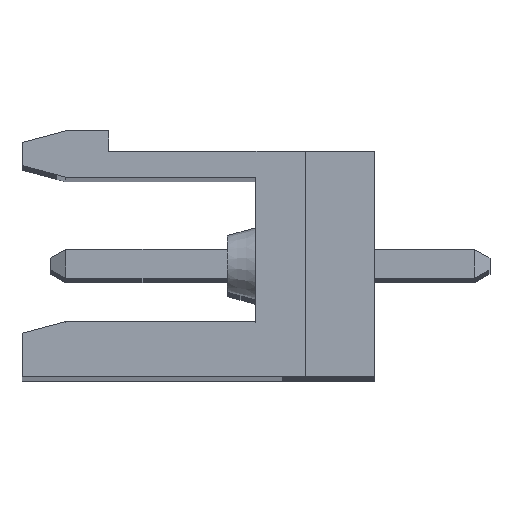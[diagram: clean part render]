
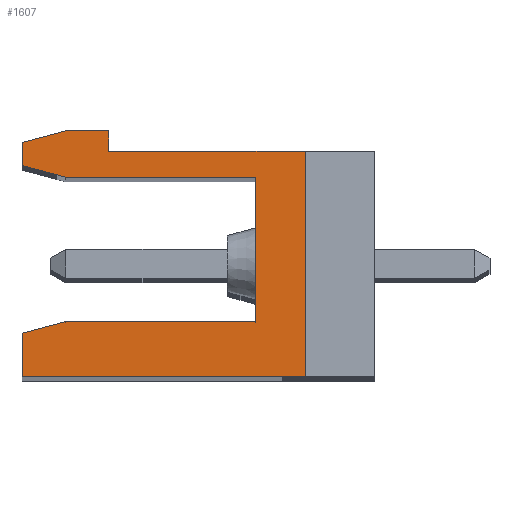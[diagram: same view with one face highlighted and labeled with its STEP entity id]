
A CAD part, top view. The second image highlights one B-rep face of the part: STEP entity #1607.
In plain terms, the highlighted planar face has unit normal (0, 0, 1).
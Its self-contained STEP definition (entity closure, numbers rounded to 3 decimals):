
#1607 = ADVANCED_FACE( '', ( #3512 ), #3513, .F. );
#3512 = FACE_OUTER_BOUND( '', #5688, .T. );
#3513 = PLANE( '', #5689 );
#5688 = EDGE_LOOP( '', ( #10404, #10405, #10406, #10407, #10408, #10409, #10410, #10411, #10412, #10413, #10414, #10415, #10416 ) );
#5689 = AXIS2_PLACEMENT_3D( '', #10417, #10418, #10419 );
#10404 = ORIENTED_EDGE( '', *, *, #13248, .T. );
#10405 = ORIENTED_EDGE( '', *, *, #12952, .T. );
#10406 = ORIENTED_EDGE( '', *, *, #13017, .F. );
#10407 = ORIENTED_EDGE( '', *, *, #12993, .T. );
#10408 = ORIENTED_EDGE( '', *, *, #14670, .F. );
#10409 = ORIENTED_EDGE( '', *, *, #14448, .F. );
#10410 = ORIENTED_EDGE( '', *, *, #14671, .F. );
#10411 = ORIENTED_EDGE( '', *, *, #14672, .F. );
#10412 = ORIENTED_EDGE( '', *, *, #13603, .F. );
#10413 = ORIENTED_EDGE( '', *, *, #14595, .F. );
#10414 = ORIENTED_EDGE( '', *, *, #13128, .F. );
#10415 = ORIENTED_EDGE( '', *, *, #13497, .F. );
#10416 = ORIENTED_EDGE( '', *, *, #14673, .T. );
#10417 = CARTESIAN_POINT( '', ( 315.802, 114.781, -24.28 ) );
#10418 = DIRECTION( '', ( 0., 0., -1. ) );
#10419 = DIRECTION( '', ( 0., -1., 0. ) );
#12952 = EDGE_CURVE( '', #15551, #15549, #15552, .T. );
#12993 = EDGE_CURVE( '', #15629, #15630, #15631, .T. );
#13017 = EDGE_CURVE( '', #15629, #15549, #15669, .T. );
#13128 = EDGE_CURVE( '', #15875, #15732, #15877, .T. );
#13248 = EDGE_CURVE( '', #16077, #15551, #16080, .T. );
#13497 = EDGE_CURVE( '', #16480, #15875, #16482, .T. );
#13603 = EDGE_CURVE( '', #16640, #16635, #16642, .T. );
#14448 = EDGE_CURVE( '', #17884, #17781, #17886, .T. );
#14595 = EDGE_CURVE( '', #15732, #16640, #18067, .T. );
#14670 = EDGE_CURVE( '', #17781, #15630, #18156, .T. );
#14671 = EDGE_CURVE( '', #18157, #17884, #18158, .T. );
#14672 = EDGE_CURVE( '', #16635, #18157, #18159, .T. );
#14673 = EDGE_CURVE( '', #16480, #16077, #18160, .T. );
#15549 = VERTEX_POINT( '', #19248 );
#15551 = VERTEX_POINT( '', #19251 );
#15552 = LINE( '', #19252, #19253 );
#15629 = VERTEX_POINT( '', #19346 );
#15630 = VERTEX_POINT( '', #19347 );
#15631 = LINE( '', #19348, #19349 );
#15669 = LINE( '', #19407, #19408 );
#15732 = VERTEX_POINT( '', #19500 );
#15875 = VERTEX_POINT( '', #19715 );
#15877 = LINE( '', #19718, #19719 );
#16077 = VERTEX_POINT( '', #20015 );
#16080 = LINE( '', #20020, #20021 );
#16480 = VERTEX_POINT( '', #20615 );
#16482 = LINE( '', #20618, #20619 );
#16635 = VERTEX_POINT( '', #20854 );
#16640 = VERTEX_POINT( '', #20861 );
#16642 = LINE( '', #20864, #20865 );
#17781 = VERTEX_POINT( '', #22576 );
#17884 = VERTEX_POINT( '', #22750 );
#17886 = LINE( '', #22753, #22754 );
#18067 = LINE( '', #23028, #23029 );
#18156 = LINE( '', #23162, #23163 );
#18157 = VERTEX_POINT( '', #23164 );
#18158 = LINE( '', #23165, #23166 );
#18159 = LINE( '', #23167, #23168 );
#18160 = LINE( '', #23169, #23170 );
#19248 = CARTESIAN_POINT( '', ( 321.102, 108.081, -24.28 ) );
#19251 = CARTESIAN_POINT( '', ( 321.102, 113.081, -24.28 ) );
#19252 = CARTESIAN_POINT( '', ( 321.102, 114.781, -24.28 ) );
#19253 = VECTOR( '', #24162, 1000. );
#19346 = CARTESIAN_POINT( '', ( 314.502, 108.081, -24.28 ) );
#19347 = CARTESIAN_POINT( '', ( 313.002, 107.679, -24.28 ) );
#19348 = CARTESIAN_POINT( '', ( 313.002, 107.679, -24.28 ) );
#19349 = VECTOR( '', #24251, 1000. );
#19407 = CARTESIAN_POINT( '', ( 315.802, 108.081, -24.28 ) );
#19408 = VECTOR( '', #24269, 1000. );
#19500 = CARTESIAN_POINT( '', ( 314.495, 114.681, -24.28 ) );
#19715 = CARTESIAN_POINT( '', ( 313.002, 114.281, -24.28 ) );
#19718 = CARTESIAN_POINT( '', ( 314.495, 114.681, -24.28 ) );
#19719 = VECTOR( '', #24372, 1000. );
#20015 = CARTESIAN_POINT( '', ( 314.495, 113.081, -24.28 ) );
#20020 = CARTESIAN_POINT( '', ( 315.802, 113.081, -24.28 ) );
#20021 = VECTOR( '', #24471, 1000. );
#20615 = CARTESIAN_POINT( '', ( 313.002, 113.481, -24.28 ) );
#20618 = CARTESIAN_POINT( '', ( 313.002, 114.381, -24.28 ) );
#20619 = VECTOR( '', #24673, 1000. );
#20854 = CARTESIAN_POINT( '', ( 316.002, 113.981, -24.28 ) );
#20861 = CARTESIAN_POINT( '', ( 316.002, 114.681, -24.28 ) );
#20864 = CARTESIAN_POINT( '', ( 316.002, 114.281, -24.28 ) );
#20865 = VECTOR( '', #24756, 1000. );
#22576 = CARTESIAN_POINT( '', ( 313.002, 106.181, -24.28 ) );
#22750 = CARTESIAN_POINT( '', ( 322.802, 106.181, -24.28 ) );
#22753 = CARTESIAN_POINT( '', ( 312.802, 106.181, -24.28 ) );
#22754 = VECTOR( '', #25428, 1000. );
#23028 = CARTESIAN_POINT( '', ( 316.002, 114.681, -24.28 ) );
#23029 = VECTOR( '', #25528, 1000. );
#23162 = CARTESIAN_POINT( '', ( 313.002, 114.381, -24.28 ) );
#23163 = VECTOR( '', #25573, 1000. );
#23164 = CARTESIAN_POINT( '', ( 322.802, 113.981, -24.28 ) );
#23165 = CARTESIAN_POINT( '', ( 322.802, 106.181, -24.28 ) );
#23166 = VECTOR( '', #25574, 1000. );
#23167 = CARTESIAN_POINT( '', ( 322.602, 113.981, -24.28 ) );
#23168 = VECTOR( '', #25575, 1000. );
#23169 = CARTESIAN_POINT( '', ( 315.289, 112.868, -24.28 ) );
#23170 = VECTOR( '', #25576, 1000. );
#24162 = DIRECTION( '', ( 0., -1., 0. ) );
#24251 = DIRECTION( '', ( -0.966, -0.259, 0. ) );
#24269 = DIRECTION( '', ( 1., 0., 0. ) );
#24372 = DIRECTION( '', ( 0.966, 0.259, 0. ) );
#24471 = DIRECTION( '', ( 1., 0., 0. ) );
#24673 = DIRECTION( '', ( 0., 1., 0. ) );
#24756 = DIRECTION( '', ( 0., -1., 0. ) );
#25428 = DIRECTION( '', ( -1., 0., 0. ) );
#25528 = DIRECTION( '', ( 1., 0., 0. ) );
#25573 = DIRECTION( '', ( 0., 1., 0. ) );
#25574 = DIRECTION( '', ( 0., -1., 0. ) );
#25575 = DIRECTION( '', ( 1., 0., 0. ) );
#25576 = DIRECTION( '', ( 0.966, -0.259, 0. ) );
